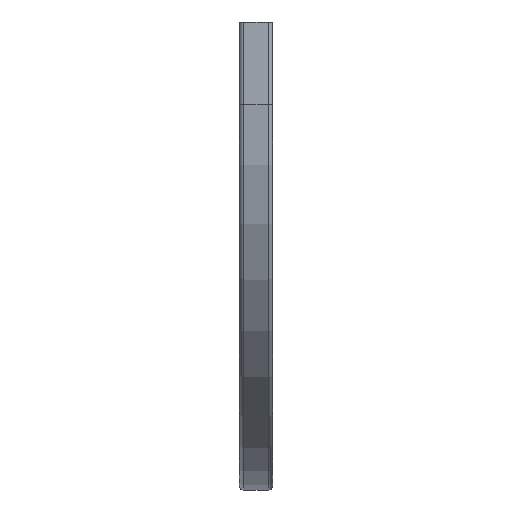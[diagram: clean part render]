
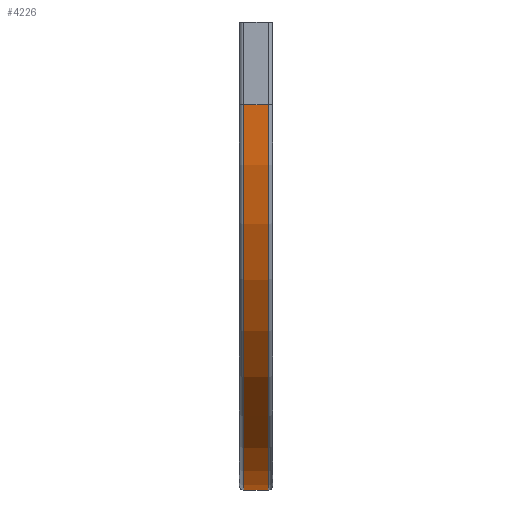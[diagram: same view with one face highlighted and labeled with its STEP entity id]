
A CAD part, left-side view. The second image highlights one B-rep face of the part: STEP entity #4226.
In plain terms, the highlighted cylindrical face has radius 700 mm (diameter 1400 mm), a partial arc.
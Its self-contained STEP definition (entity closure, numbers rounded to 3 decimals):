
#54 = CARTESIAN_POINT ( 'NONE',  ( 315., 22.5, -150. ) ) ;
#64 = CIRCLE ( 'NONE', #3760, 700. ) ;
#280 = LINE ( 'NONE', #13676, #6111 ) ;
#1147 = DIRECTION ( 'NONE',  ( 0., 1., 0. ) ) ;
#1226 = CARTESIAN_POINT ( 'NONE',  ( 315., 0., -150. ) ) ;
#1300 = DIRECTION ( 'NONE',  ( 1., 0., 0. ) ) ;
#1314 = DIRECTION ( 'NONE',  ( 1., 0., 0. ) ) ;
#1672 = CIRCLE ( 'NONE', #4026, 700. ) ;
#1961 = DIRECTION ( 'NONE',  ( 0., 1., 0. ) ) ;
#3109 = AXIS2_PLACEMENT_3D ( 'NONE', #1226, #1147, #1300 ) ;
#3130 = CARTESIAN_POINT ( 'NONE',  ( 315., -22.5, -150. ) ) ;
#3217 = CARTESIAN_POINT ( 'NONE',  ( 315., 22.5, -850. ) ) ;
#3624 = VECTOR ( 'NONE', #1961, 1000. ) ;
#3752 = CARTESIAN_POINT ( 'NONE',  ( -385., 22.5, -150. ) ) ;
#3760 = AXIS2_PLACEMENT_3D ( 'NONE', #54, #8661, #1314 ) ;
#3945 = ORIENTED_EDGE ( 'NONE', *, *, #9395, .T. ) ;
#4026 = AXIS2_PLACEMENT_3D ( 'NONE', #3130, #11416, #4362 ) ;
#4033 = CYLINDRICAL_SURFACE ( 'NONE', #3109, 700. ) ;
#4226 = ADVANCED_FACE ( 'NONE', ( #10666 ), #4033, .T. ) ;
#4362 = DIRECTION ( 'NONE',  ( 1., 0., 0. ) ) ;
#5509 = CARTESIAN_POINT ( 'NONE',  ( -385., -22.5, -150. ) ) ;
#5614 = CARTESIAN_POINT ( 'NONE',  ( 315., 6.791, -850. ) ) ;
#6111 = VECTOR ( 'NONE', #13735, 1000. ) ;
#7678 = VERTEX_POINT ( 'NONE', #5509 ) ;
#8385 = EDGE_LOOP ( 'NONE', ( #12597, #8990, #3945, #15024 ) ) ;
#8661 = DIRECTION ( 'NONE',  ( 0., 1., 0. ) ) ;
#8990 = ORIENTED_EDGE ( 'NONE', *, *, #13277, .T. ) ;
#9395 = EDGE_CURVE ( 'NONE', #7678, #12014, #280, .T. ) ;
#9449 = VERTEX_POINT ( 'NONE', #13952 ) ;
#10666 = FACE_OUTER_BOUND ( 'NONE', #8385, .T. ) ;
#11416 = DIRECTION ( 'NONE',  ( 0., 1., 0. ) ) ;
#12014 = VERTEX_POINT ( 'NONE', #3752 ) ;
#12597 = ORIENTED_EDGE ( 'NONE', *, *, #13546, .F. ) ;
#12679 = LINE ( 'NONE', #5614, #3624 ) ;
#13277 = EDGE_CURVE ( 'NONE', #9449, #7678, #1672, .T. ) ;
#13364 = EDGE_CURVE ( 'NONE', #13995, #12014, #64, .T. ) ;
#13546 = EDGE_CURVE ( 'NONE', #9449, #13995, #12679, .T. ) ;
#13676 = CARTESIAN_POINT ( 'NONE',  ( -385., 6.791, -150. ) ) ;
#13735 = DIRECTION ( 'NONE',  ( 0., 1., 0. ) ) ;
#13952 = CARTESIAN_POINT ( 'NONE',  ( 315., -22.5, -850. ) ) ;
#13995 = VERTEX_POINT ( 'NONE', #3217 ) ;
#15024 = ORIENTED_EDGE ( 'NONE', *, *, #13364, .F. ) ;
